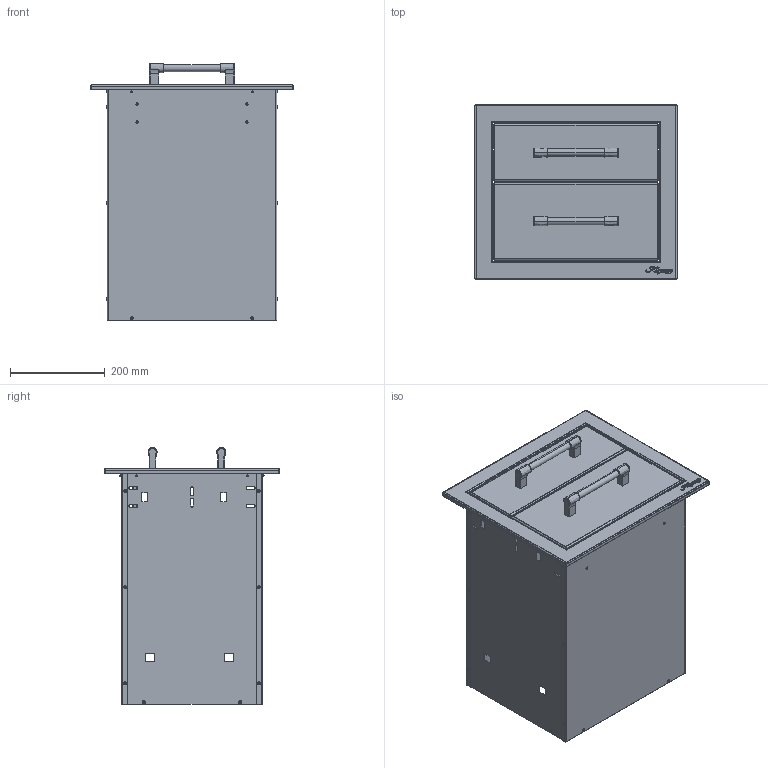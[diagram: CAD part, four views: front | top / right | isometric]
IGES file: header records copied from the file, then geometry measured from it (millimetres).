
Start section: SolidWorks IGES file using analytic representation for surfaces
Global section: file name: AXE-2DR-SC.IGS; native system: SolidWorks 2017; preprocessor: SolidWorks 2017; author: jorge; date: 181004.135229; units: inch
Bounding box: 428.62 x 369.89 x 542.8 mm (x, y, z)
Surface area: 1723593.7 mm2 (no closed solid volume)
Topology: 0 solids, 0 shells, 626 faces, 6146 edges, 6124 vertices
Faces by surface type: bspline 322, revolution 304
